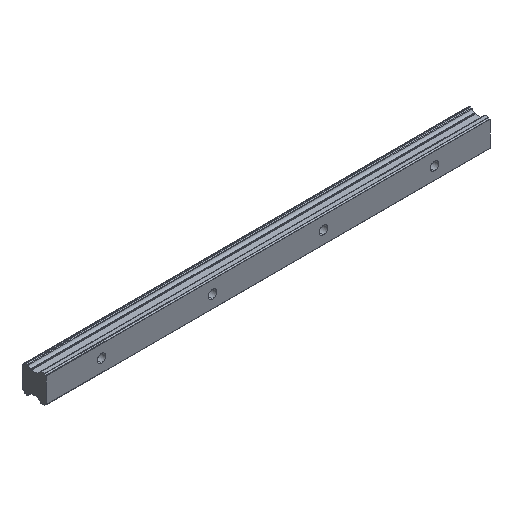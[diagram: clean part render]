
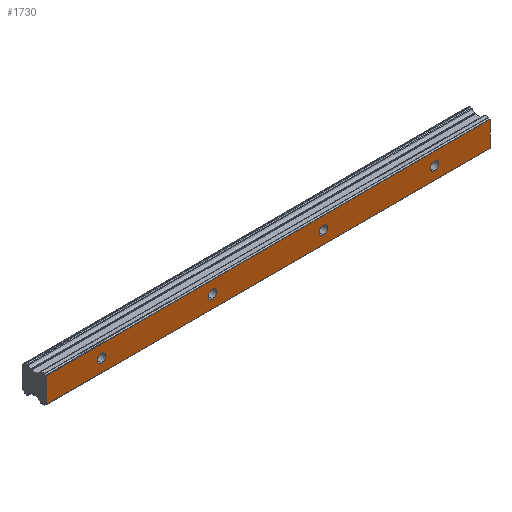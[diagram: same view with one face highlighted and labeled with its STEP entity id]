
A CAD part, isometric view. The second image highlights one B-rep face of the part: STEP entity #1730.
In plain terms, the highlighted planar face has unit normal (0, -1, 0).
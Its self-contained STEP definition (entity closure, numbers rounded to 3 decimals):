
#14 = CARTESIAN_POINT ( 'NONE',  ( 0., 0., 0. ) ) ;
#25 = CARTESIAN_POINT ( 'NONE',  ( -30., 0., 6.786 ) ) ;
#28 = DIRECTION ( 'NONE',  ( 0., 0., 1. ) ) ;
#38 = PLANE ( 'NONE',  #531 ) ;
#48 = FACE_BOUND ( 'NONE', #1368, .T. ) ;
#63 = CARTESIAN_POINT ( 'NONE',  ( 180., 0., 0. ) ) ;
#67 = DIRECTION ( 'NONE',  ( -1., 0., 0. ) ) ;
#80 = EDGE_CURVE ( 'NONE', #672, #2024, #956, .T. ) ;
#84 = CARTESIAN_POINT ( 'NONE',  ( 210., 0., 6.786 ) ) ;
#109 = AXIS2_PLACEMENT_3D ( 'NONE', #225, #1558, #175 ) ;
#139 = VERTEX_POINT ( 'NONE', #1669 ) ;
#161 = VERTEX_POINT ( 'NONE', #600 ) ;
#175 = DIRECTION ( 'NONE',  ( 0., 0., 1. ) ) ;
#225 = CARTESIAN_POINT ( 'NONE',  ( 60., 0., 0. ) ) ;
#231 = DIRECTION ( 'NONE',  ( 0., 1., 0. ) ) ;
#286 = VERTEX_POINT ( 'NONE', #557 ) ;
#324 = CARTESIAN_POINT ( 'NONE',  ( 0., 0., 0. ) ) ;
#341 = VERTEX_POINT ( 'NONE', #84 ) ;
#364 = ORIENTED_EDGE ( 'NONE', *, *, #477, .F. ) ;
#382 = ORIENTED_EDGE ( 'NONE', *, *, #80, .F. ) ;
#386 = EDGE_CURVE ( 'NONE', #161, #1312, #1615, .T. ) ;
#391 = FACE_BOUND ( 'NONE', #663, .T. ) ;
#427 = AXIS2_PLACEMENT_3D ( 'NONE', #324, #699, #1656 ) ;
#437 = VECTOR ( 'NONE', #770, 1000. ) ;
#467 = CARTESIAN_POINT ( 'NONE',  ( 0., 0., -2.25 ) ) ;
#477 = EDGE_CURVE ( 'NONE', #1595, #1799, #1104, .T. ) ;
#498 = VERTEX_POINT ( 'NONE', #467 ) ;
#514 = CARTESIAN_POINT ( 'NONE',  ( -30., 0., -6.786 ) ) ;
#531 = AXIS2_PLACEMENT_3D ( 'NONE', #1038, #231, #1555 ) ;
#539 = ORIENTED_EDGE ( 'NONE', *, *, #2098, .F. ) ;
#557 = CARTESIAN_POINT ( 'NONE',  ( 210., 0., -6.786 ) ) ;
#572 = VECTOR ( 'NONE', #1544, 1000. ) ;
#577 = CIRCLE ( 'NONE', #109, 2.25 ) ;
#586 = EDGE_CURVE ( 'NONE', #498, #1091, #1720, .T. ) ;
#600 = CARTESIAN_POINT ( 'NONE',  ( 180., 0., 2.25 ) ) ;
#605 = CIRCLE ( 'NONE', #1408, 2.25 ) ;
#637 = EDGE_CURVE ( 'NONE', #1091, #498, #1165, .T. ) ;
#663 = EDGE_LOOP ( 'NONE', ( #1843, #842 ) ) ;
#669 = AXIS2_PLACEMENT_3D ( 'NONE', #1272, #1947, #1418 ) ;
#672 = VERTEX_POINT ( 'NONE', #1001 ) ;
#674 = LINE ( 'NONE', #1338, #1364 ) ;
#699 = DIRECTION ( 'NONE',  ( 0., -1., 0. ) ) ;
#700 = FACE_BOUND ( 'NONE', #1701, .T. ) ;
#722 = EDGE_LOOP ( 'NONE', ( #2120, #539, #2101, #364 ) ) ;
#738 = CIRCLE ( 'NONE', #669, 2.25 ) ;
#751 = DIRECTION ( 'NONE',  ( 0., -1., 0. ) ) ;
#753 = CARTESIAN_POINT ( 'NONE',  ( 120., 0., 0. ) ) ;
#770 = DIRECTION ( 'NONE',  ( 0., 0., 1. ) ) ;
#794 = EDGE_CURVE ( 'NONE', #1799, #341, #880, .T. ) ;
#812 = ORIENTED_EDGE ( 'NONE', *, *, #586, .F. ) ;
#835 = EDGE_CURVE ( 'NONE', #2024, #672, #2182, .T. ) ;
#842 = ORIENTED_EDGE ( 'NONE', *, *, #1193, .F. ) ;
#867 = CARTESIAN_POINT ( 'NONE',  ( 210., 0., -6.786 ) ) ;
#880 = LINE ( 'NONE', #2082, #572 ) ;
#894 = EDGE_LOOP ( 'NONE', ( #382, #1785 ) ) ;
#906 = DIRECTION ( 'NONE',  ( 0., -1., 0. ) ) ;
#956 = CIRCLE ( 'NONE', #1242, 2.25 ) ;
#1001 = CARTESIAN_POINT ( 'NONE',  ( 120., 0., 2.25 ) ) ;
#1038 = CARTESIAN_POINT ( 'NONE',  ( 210., 0., 6.786 ) ) ;
#1052 = DIRECTION ( 'NONE',  ( 0., -1., 0. ) ) ;
#1057 = DIRECTION ( 'NONE',  ( 0., 0., 1. ) ) ;
#1091 = VERTEX_POINT ( 'NONE', #2164 ) ;
#1104 = LINE ( 'NONE', #1950, #437 ) ;
#1118 = ORIENTED_EDGE ( 'NONE', *, *, #637, .F. ) ;
#1165 = CIRCLE ( 'NONE', #427, 2.25 ) ;
#1193 = EDGE_CURVE ( 'NONE', #1312, #161, #605, .T. ) ;
#1225 = DIRECTION ( 'NONE',  ( 0., 0., 1. ) ) ;
#1229 = EDGE_CURVE ( 'NONE', #286, #1595, #2089, .T. ) ;
#1242 = AXIS2_PLACEMENT_3D ( 'NONE', #1700, #1052, #28 ) ;
#1243 = DIRECTION ( 'NONE',  ( 0., 0., 1. ) ) ;
#1272 = CARTESIAN_POINT ( 'NONE',  ( 60., 0., 0. ) ) ;
#1312 = VERTEX_POINT ( 'NONE', #1380 ) ;
#1329 = DIRECTION ( 'NONE',  ( 0., -1., 0. ) ) ;
#1334 = AXIS2_PLACEMENT_3D ( 'NONE', #14, #1329, #2027 ) ;
#1338 = CARTESIAN_POINT ( 'NONE',  ( 210., 0., 6.786 ) ) ;
#1364 = VECTOR ( 'NONE', #1641, 1000. ) ;
#1368 = EDGE_LOOP ( 'NONE', ( #1589, #1433 ) ) ;
#1380 = CARTESIAN_POINT ( 'NONE',  ( 180., 0., -2.25 ) ) ;
#1408 = AXIS2_PLACEMENT_3D ( 'NONE', #1879, #751, #1243 ) ;
#1414 = EDGE_CURVE ( 'NONE', #139, #2029, #577, .T. ) ;
#1417 = DIRECTION ( 'NONE',  ( 0., -1., 0. ) ) ;
#1418 = DIRECTION ( 'NONE',  ( 0., 0., 1. ) ) ;
#1433 = ORIENTED_EDGE ( 'NONE', *, *, #1968, .F. ) ;
#1542 = AXIS2_PLACEMENT_3D ( 'NONE', #753, #1417, #1057 ) ;
#1544 = DIRECTION ( 'NONE',  ( 1., 0., 0. ) ) ;
#1545 = FACE_BOUND ( 'NONE', #894, .T. ) ;
#1555 = DIRECTION ( 'NONE',  ( 0., 0., 1. ) ) ;
#1558 = DIRECTION ( 'NONE',  ( 0., -1., 0. ) ) ;
#1577 = FACE_OUTER_BOUND ( 'NONE', #722, .T. ) ;
#1589 = ORIENTED_EDGE ( 'NONE', *, *, #1414, .F. ) ;
#1595 = VERTEX_POINT ( 'NONE', #514 ) ;
#1615 = CIRCLE ( 'NONE', #1757, 2.25 ) ;
#1641 = DIRECTION ( 'NONE',  ( 0., 0., -1. ) ) ;
#1656 = DIRECTION ( 'NONE',  ( 0., 0., 1. ) ) ;
#1669 = CARTESIAN_POINT ( 'NONE',  ( 60., 0., 2.25 ) ) ;
#1700 = CARTESIAN_POINT ( 'NONE',  ( 120., 0., 0. ) ) ;
#1701 = EDGE_LOOP ( 'NONE', ( #1118, #812 ) ) ;
#1720 = CIRCLE ( 'NONE', #1334, 2.25 ) ;
#1721 = VECTOR ( 'NONE', #67, 1000. ) ;
#1730 = ADVANCED_FACE ( 'NONE', ( #1577, #700, #391, #1545, #48 ), #38, .F. ) ;
#1757 = AXIS2_PLACEMENT_3D ( 'NONE', #63, #906, #1225 ) ;
#1785 = ORIENTED_EDGE ( 'NONE', *, *, #835, .F. ) ;
#1799 = VERTEX_POINT ( 'NONE', #25 ) ;
#1811 = CARTESIAN_POINT ( 'NONE',  ( 120., 0., -2.25 ) ) ;
#1843 = ORIENTED_EDGE ( 'NONE', *, *, #386, .F. ) ;
#1879 = CARTESIAN_POINT ( 'NONE',  ( 180., 0., 0. ) ) ;
#1947 = DIRECTION ( 'NONE',  ( 0., -1., 0. ) ) ;
#1950 = CARTESIAN_POINT ( 'NONE',  ( -30., 0., 6.786 ) ) ;
#1968 = EDGE_CURVE ( 'NONE', #2029, #139, #738, .T. ) ;
#2024 = VERTEX_POINT ( 'NONE', #1811 ) ;
#2027 = DIRECTION ( 'NONE',  ( 0., 0., 1. ) ) ;
#2029 = VERTEX_POINT ( 'NONE', #2187 ) ;
#2082 = CARTESIAN_POINT ( 'NONE',  ( 210., 0., 6.786 ) ) ;
#2089 = LINE ( 'NONE', #867, #1721 ) ;
#2098 = EDGE_CURVE ( 'NONE', #341, #286, #674, .T. ) ;
#2101 = ORIENTED_EDGE ( 'NONE', *, *, #794, .F. ) ;
#2120 = ORIENTED_EDGE ( 'NONE', *, *, #1229, .F. ) ;
#2164 = CARTESIAN_POINT ( 'NONE',  ( 0., 0., 2.25 ) ) ;
#2182 = CIRCLE ( 'NONE', #1542, 2.25 ) ;
#2187 = CARTESIAN_POINT ( 'NONE',  ( 60., 0., -2.25 ) ) ;
